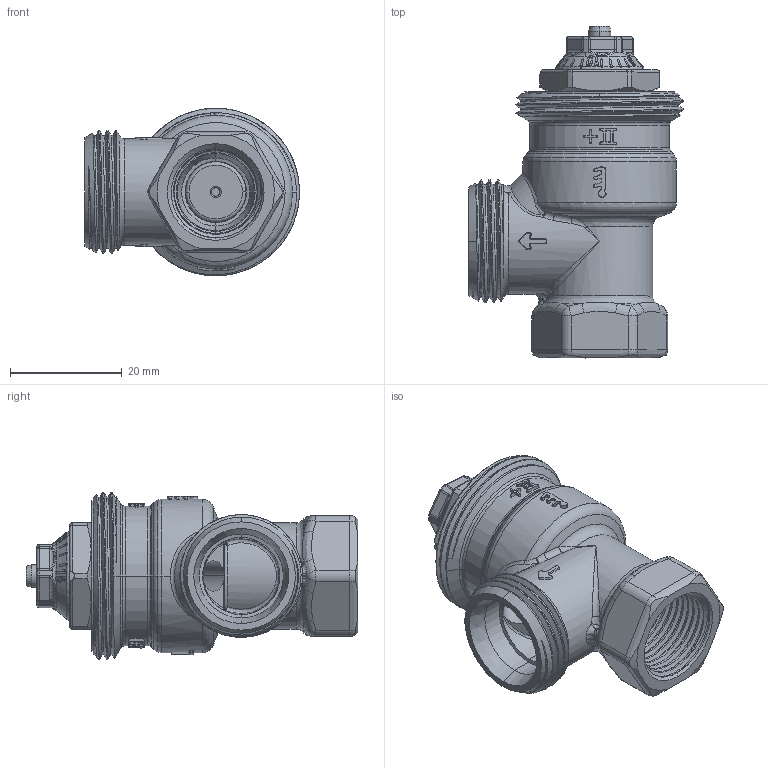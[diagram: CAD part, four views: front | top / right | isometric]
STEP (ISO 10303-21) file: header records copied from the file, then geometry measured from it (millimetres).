
FILE_DESCRIPTION((''),'2;1');
FILE_NAME('3471-01-000-OHNE-VERS_SW0001','2015-10-14T',('marann'),(''),'PRO/ENGINEER BY PARAMETRIC TECHNOLOGY CORPORATION, 2011490','PRO/ENGINEER BY PARAMETRIC TECHNOLOGY CORPORATION, 2011490','');
FILE_SCHEMA(('CONFIG_CONTROL_DESIGN'));
Products named in the file (1): 3471-01-000-OHNE-VERS_SW0001
Bounding box: 38.5 x 59.45 x 30 mm (x, y, z)
Volume: 14023 mm3; surface area: 13688 mm2
Topology: 4 solids, 4 shells, 1057 faces, 2757 edges, 1714 vertices
Faces by surface type: bspline 319, cylinder 260, plane 190, cone 119, torus 96, extrusion 53, sphere 20
Entity records: 60890 total; most frequent: CARTESIAN_POINT 38084, ORIENTED_EDGE 5474, DIRECTION 3594, EDGE_CURVE 2737, VERTEX_POINT 1714, AXIS2_PLACEMENT_3D 1383, B_SPLINE_CURVE_WITH_KNOTS 1317, EDGE_LOOP 1099
